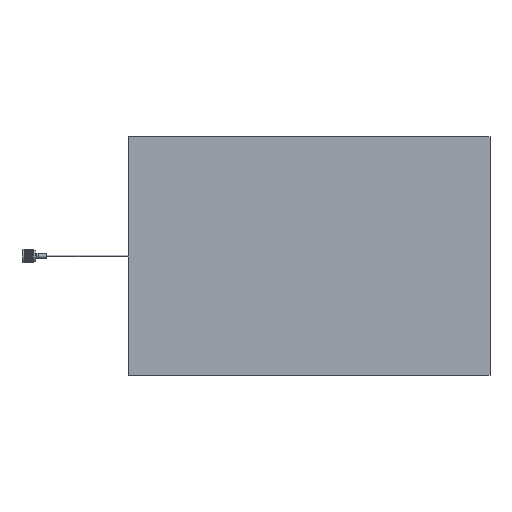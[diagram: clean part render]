
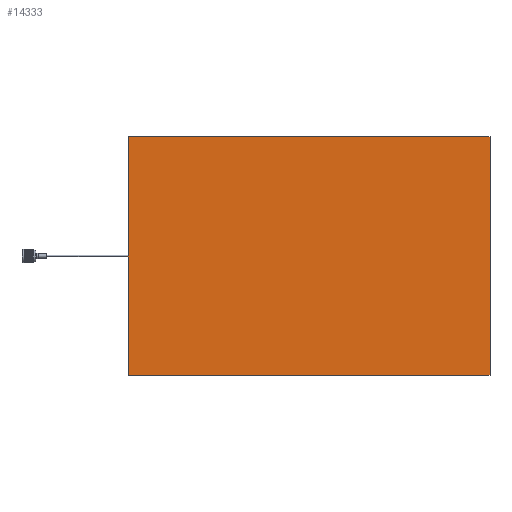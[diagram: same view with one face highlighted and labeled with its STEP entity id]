
A CAD part, top view. The second image highlights one B-rep face of the part: STEP entity #14333.
In plain terms, the highlighted planar face has unit normal (0, 0, 1).
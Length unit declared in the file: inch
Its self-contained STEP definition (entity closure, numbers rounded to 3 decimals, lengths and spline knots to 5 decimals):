
#842 = LINE ( 'NONE', #7784, #3894 ) ;
#3894 = VECTOR ( 'NONE', #6815, 39.37008 ) ;
#6815 = DIRECTION ( 'NONE',  ( 0., 1., 0. ) ) ;
#7784 = CARTESIAN_POINT ( 'NONE',  ( 10.43307, -6.88976, 0.15748 ) ) ;
#10038 = LINE ( 'NONE', #32769, #16452 ) ;
#11865 = CARTESIAN_POINT ( 'NONE',  ( 10.43307, 6.88976, 0.15748 ) ) ;
#14333 = ADVANCED_FACE ( 'NONE', ( #43313 ), #34446, .T. ) ;
#14868 = ORIENTED_EDGE ( 'NONE', *, *, #37788, .T. ) ;
#16318 = VECTOR ( 'NONE', #78622, 39.37008 ) ;
#16452 = VECTOR ( 'NONE', #55528, 39.37008 ) ;
#18298 = LINE ( 'NONE', #11865, #16318 ) ;
#21773 = VERTEX_POINT ( 'NONE', #77479 ) ;
#26053 = CARTESIAN_POINT ( 'NONE',  ( -10.43307, -6.88976, 0.15748 ) ) ;
#26803 = EDGE_CURVE ( 'NONE', #68122, #61279, #18298, .T. ) ;
#27020 = CARTESIAN_POINT ( 'NONE',  ( 0., 0., 0.15748 ) ) ;
#28487 = DIRECTION ( 'NONE',  ( 0., 0., 1. ) ) ;
#32769 = CARTESIAN_POINT ( 'NONE',  ( -10.43307, 6.88976, 0.15748 ) ) ;
#34446 = PLANE ( 'NONE',  #91577 ) ;
#37788 = EDGE_CURVE ( 'NONE', #61279, #66481, #10038, .T. ) ;
#39666 = CARTESIAN_POINT ( 'NONE',  ( -10.43307, 6.88976, 0.15748 ) ) ;
#40205 = VECTOR ( 'NONE', #84898, 39.37008 ) ;
#41209 = EDGE_CURVE ( 'NONE', #21773, #68122, #842, .T. ) ;
#42030 = EDGE_CURVE ( 'NONE', #66481, #21773, #62605, .T. ) ;
#43313 = FACE_OUTER_BOUND ( 'NONE', #65839, .T. ) ;
#52102 = ORIENTED_EDGE ( 'NONE', *, *, #41209, .T. ) ;
#55318 = ORIENTED_EDGE ( 'NONE', *, *, #26803, .T. ) ;
#55528 = DIRECTION ( 'NONE',  ( 0., -1., 0. ) ) ;
#55831 = CARTESIAN_POINT ( 'NONE',  ( -10.43307, -6.88976, 0.15748 ) ) ;
#56597 = CARTESIAN_POINT ( 'NONE',  ( 10.43307, 6.88976, 0.15748 ) ) ;
#61279 = VERTEX_POINT ( 'NONE', #39666 ) ;
#62605 = LINE ( 'NONE', #26053, #40205 ) ;
#64794 = ORIENTED_EDGE ( 'NONE', *, *, #42030, .T. ) ;
#65839 = EDGE_LOOP ( 'NONE', ( #52102, #55318, #14868, #64794 ) ) ;
#66481 = VERTEX_POINT ( 'NONE', #55831 ) ;
#68122 = VERTEX_POINT ( 'NONE', #56597 ) ;
#77479 = CARTESIAN_POINT ( 'NONE',  ( 10.43307, -6.88976, 0.15748 ) ) ;
#78622 = DIRECTION ( 'NONE',  ( -1., 0., 0. ) ) ;
#81349 = DIRECTION ( 'NONE',  ( 1., 0., 0. ) ) ;
#84898 = DIRECTION ( 'NONE',  ( 1., 0., 0. ) ) ;
#91577 = AXIS2_PLACEMENT_3D ( 'NONE', #27020, #28487, #81349 ) ;
